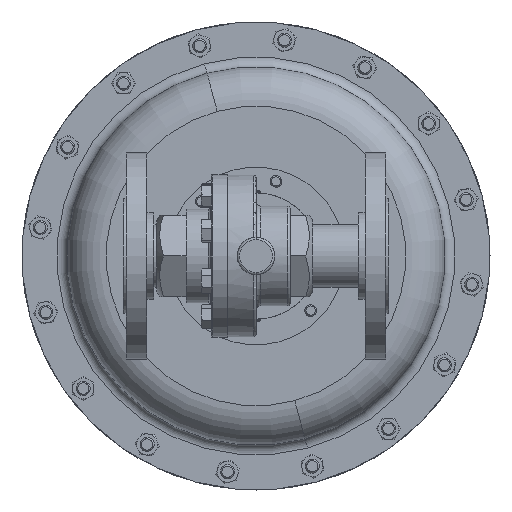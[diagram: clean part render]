
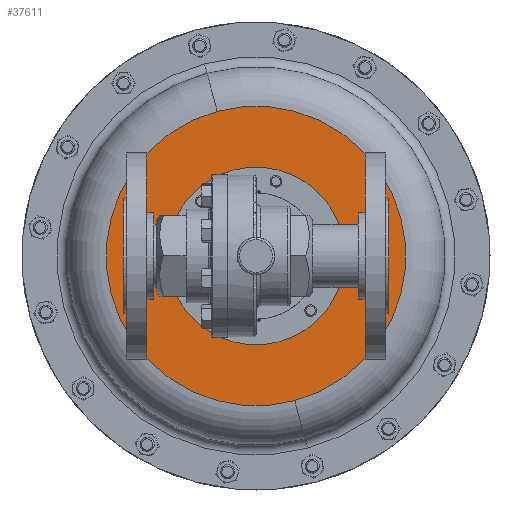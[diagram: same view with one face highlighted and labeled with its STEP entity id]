
A CAD part, front view. The second image highlights one B-rep face of the part: STEP entity #37611.
In plain terms, the highlighted planar face has unit normal (0, -1, 0).
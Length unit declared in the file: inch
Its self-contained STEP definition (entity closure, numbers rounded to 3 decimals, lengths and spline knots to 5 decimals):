
#442 = CARTESIAN_POINT ( 'NONE',  ( 3.3184, 9.57865, 0.01 ) ) ;
#465 = AXIS2_PLACEMENT_3D ( 'NONE', #33063, #15311, #36027 ) ;
#753 = EDGE_CURVE ( 'NONE', #2628, #38083, #19160, .T. ) ;
#2009 = PLANE ( 'NONE',  #23953 ) ;
#2628 = VERTEX_POINT ( 'NONE', #442 ) ;
#3206 = FACE_BOUND ( 'NONE', #22503, .T. ) ;
#3246 = AXIS2_PLACEMENT_3D ( 'NONE', #26728, #8976, #29685 ) ;
#3492 = DIRECTION ( 'NONE',  ( -0.259, 0., 0.966 ) ) ;
#3824 = DIRECTION ( 'NONE',  ( 0., 1., 0. ) ) ;
#4903 = DIRECTION ( 'NONE',  ( 0., -1., 0. ) ) ;
#8976 = DIRECTION ( 'NONE',  ( 0., 1., 0. ) ) ;
#9301 = CARTESIAN_POINT ( 'NONE',  ( 0.60375, 9.57865, 2.19433 ) ) ;
#12441 = CARTESIAN_POINT ( 'NONE',  ( 2.28313, 9.57865, 3.87371 ) ) ;
#13407 = CARTESIAN_POINT ( 'NONE',  ( 3.96251, 9.57865, 5.55309 ) ) ;
#13611 = CARTESIAN_POINT ( 'NONE',  ( 6.14683, 9.57865, 4.90898 ) ) ;
#14393 = CIRCLE ( 'NONE', #29750, 4. ) ;
#15293 = ORIENTED_EDGE ( 'NONE', *, *, #20566, .T. ) ;
#15311 = DIRECTION ( 'NONE',  ( 0., 1., 0. ) ) ;
#15432 = DIRECTION ( 'NONE',  ( -0.259, 0., 0.966 ) ) ;
#17105 = EDGE_LOOP ( 'NONE', ( #37569, #34382 ) ) ;
#18826 = CIRCLE ( 'NONE', #3246, 2.375 ) ;
#19160 = CIRCLE ( 'NONE', #25139, 4. ) ;
#20566 = EDGE_CURVE ( 'NONE', #24459, #32760, #18826, .T. ) ;
#22503 = EDGE_LOOP ( 'NONE', ( #35787, #15293 ) ) ;
#23953 = AXIS2_PLACEMENT_3D ( 'NONE', #13611, #4903, #25545 ) ;
#24459 = VERTEX_POINT ( 'NONE', #13407 ) ;
#25139 = AXIS2_PLACEMENT_3D ( 'NONE', #26837, #3824, #3492 ) ;
#25545 = DIRECTION ( 'NONE',  ( 0.259, 0., -0.966 ) ) ;
#26728 = CARTESIAN_POINT ( 'NONE',  ( 2.28313, 9.57865, 3.87371 ) ) ;
#26837 = CARTESIAN_POINT ( 'NONE',  ( 2.28313, 9.57865, 3.87371 ) ) ;
#29685 = DIRECTION ( 'NONE',  ( 0.707, 0., 0.707 ) ) ;
#29687 = EDGE_CURVE ( 'NONE', #38083, #2628, #14393, .T. ) ;
#29750 = AXIS2_PLACEMENT_3D ( 'NONE', #12441, #33182, #15432 ) ;
#30543 = CARTESIAN_POINT ( 'NONE',  ( 1.24785, 9.57865, 7.73741 ) ) ;
#30571 = CIRCLE ( 'NONE', #465, 2.375 ) ;
#31052 = EDGE_CURVE ( 'NONE', #32760, #24459, #30571, .T. ) ;
#32760 = VERTEX_POINT ( 'NONE', #9301 ) ;
#33063 = CARTESIAN_POINT ( 'NONE',  ( 2.28313, 9.57865, 3.87371 ) ) ;
#33182 = DIRECTION ( 'NONE',  ( 0., 1., 0. ) ) ;
#34382 = ORIENTED_EDGE ( 'NONE', *, *, #753, .F. ) ;
#34569 = FACE_OUTER_BOUND ( 'NONE', #17105, .T. ) ;
#35787 = ORIENTED_EDGE ( 'NONE', *, *, #31052, .T. ) ;
#36027 = DIRECTION ( 'NONE',  ( 0.707, 0., 0.707 ) ) ;
#37569 = ORIENTED_EDGE ( 'NONE', *, *, #29687, .F. ) ;
#37611 = ADVANCED_FACE ( 'NONE', ( #34569, #3206 ), #2009, .T. ) ;
#38083 = VERTEX_POINT ( 'NONE', #30543 ) ;
